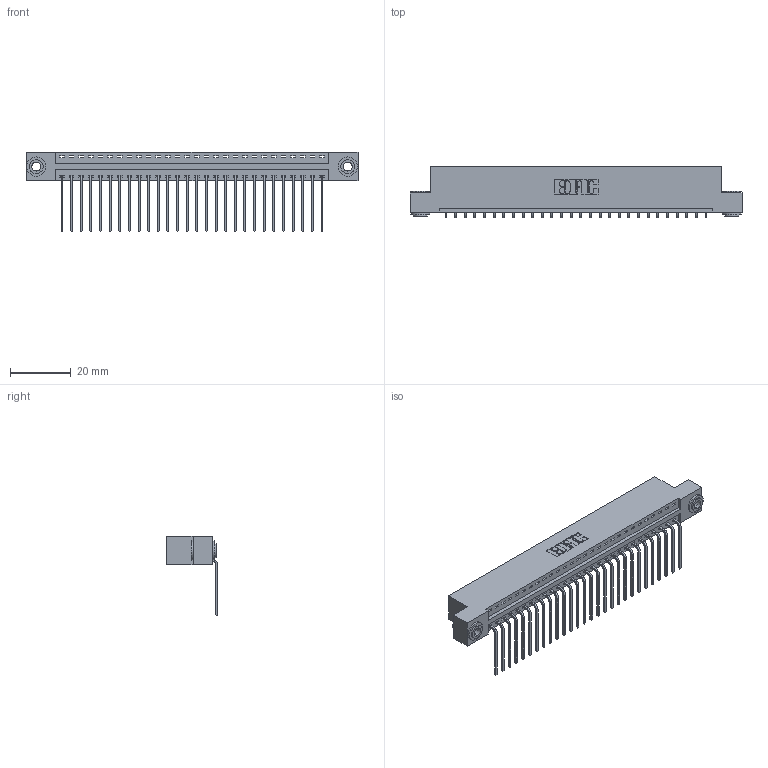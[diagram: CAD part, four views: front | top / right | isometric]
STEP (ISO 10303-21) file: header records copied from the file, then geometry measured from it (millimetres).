
FILE_DESCRIPTION (( 'STEP AP203' ), '1' );
FILE_NAME ('396-028-559-103.STEP', '2018-09-05T04:22:42', ( '' ), ( '' ), 'SwSTEP 2.0', 'SolidWorks 2016', '' );
FILE_SCHEMA (( 'CONFIG_CONTROL_DESIGN' ));
Length unit declared in the file: inch
Products named in the file (4): 396-028-559-103; 346 Part_Flush Mounting Lugs - 0.156 Dia-TH; 345-292-001_558 559 Tail - 1; 345-250-002_345-250-002-102
Assembly tree (31 placements, depth 2):
  396-028-559-103
    346 Part_Flush Mounting Lugs - 0.156 Dia-TH
    345-292-001_558 559 Tail - 1  x28
    345-250-002_345-250-002-102  x2
Bounding box: 109.47 x 17.08 x 26.16 mm (x, y, z)
Volume: 10495.3 mm3; surface area: 13742.4 mm2
Topology: 31 solids, 31 shells, 1840 faces, 5501 edges, 3626 vertices
Faces by surface type: plane 1262, cylinder 570, cone 8
Entity records: 19996 total; most frequent: CARTESIAN_POINT 3411, ORIENTED_EDGE 3366, DIRECTION 3057, EDGE_CURVE 1683, VECTOR 1415, LINE 1415, VERTEX_POINT 1118, AXIS2_PLACEMENT_3D 821
